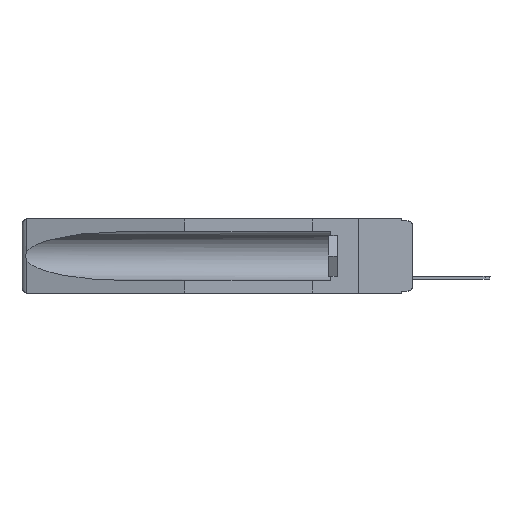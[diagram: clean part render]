
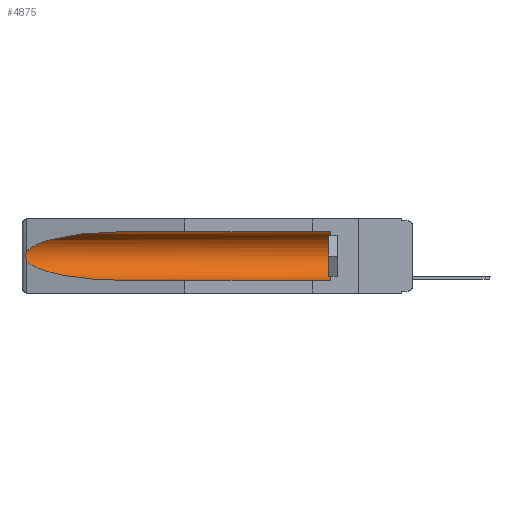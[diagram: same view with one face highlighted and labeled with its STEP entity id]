
A CAD part, left-side view. The second image highlights one B-rep face of the part: STEP entity #4875.
In plain terms, the highlighted cylindrical face has radius 2.857 mm (diameter 5.715 mm), a partial arc.
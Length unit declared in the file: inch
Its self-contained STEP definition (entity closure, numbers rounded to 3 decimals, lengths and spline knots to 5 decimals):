
#230 = EDGE_CURVE ( 'NONE', #10724, #5185, #4415, .T. ) ;
#317 = EDGE_CURVE ( 'NONE', #7782, #10724, #8538, .T. ) ;
#399 = CARTESIAN_POINT ( 'NONE',  ( 0.155, 1.07973, -0.284 ) ) ;
#672 = EDGE_CURVE ( 'NONE', #7782, #6395, #3074, .T. ) ;
#764 = VERTEX_POINT ( 'NONE', #2636 ) ;
#944 = CARTESIAN_POINT ( 'NONE',  ( 0.26597, 1.52961, -0.15275 ) ) ;
#1086 = CARTESIAN_POINT ( 'NONE',  ( 0.2675, 1.53308, -0.16763 ) ) ;
#1695 = EDGE_LOOP ( 'NONE', ( #15032, #9068, #4986, #9049, #6623, #8928 ) ) ;
#1816 = DIRECTION ( 'NONE',  ( 0., 1., 0. ) ) ;
#2008 = DIRECTION ( 'NONE',  ( 0., 0., 1. ) ) ;
#2134 = CARTESIAN_POINT ( 'NONE',  ( 0.21114, 1.30732, -0.059 ) ) ;
#2636 = CARTESIAN_POINT ( 'NONE',  ( 0.26537, 1.52718, -0.14972 ) ) ;
#3074 = LINE ( 'NONE', #10782, #13149 ) ;
#3436 = CARTESIAN_POINT ( 'NONE',  ( 0.2673, 1.5327, -0.16383 ) ) ;
#3547 = EDGE_CURVE ( 'NONE', #3790, #6395, #4153, .T. ) ;
#3790 = VERTEX_POINT ( 'NONE', #12752 ) ;
#3984 = CARTESIAN_POINT ( 'NONE',  ( 0.25451, 1.48313, -0.24835 ) ) ;
#4037 = EDGE_CURVE ( 'NONE', #764, #3790, #14589, .T. ) ;
#4153 =( BOUNDED_CURVE ( )  B_SPLINE_CURVE ( 3, ( #5477, #3984, #11769, #399 ),
 .UNSPECIFIED., .F., .F. ) 
 B_SPLINE_CURVE_WITH_KNOTS ( ( 4, 4 ),
 ( 0.1948, 1.5708 ),
 .UNSPECIFIED. ) 
 CURVE ( )  GEOMETRIC_REPRESENTATION_ITEM ( )  RATIONAL_B_SPLINE_CURVE ( ( 1., 0.848, 0.848, 1. ) ) 
 REPRESENTATION_ITEM ( '' )  );
#4415 = LINE ( 'NONE', #10326, #9338 ) ;
#4768 = CYLINDRICAL_SURFACE ( 'NONE', #7529, 0.1125 ) ;
#4825 = CARTESIAN_POINT ( 'NONE',  ( 0.26654, 1.53092, -0.15636 ) ) ;
#4875 = ADVANCED_FACE ( 'NONE', ( #11392 ), #4768, .F. ) ;
#4986 = ORIENTED_EDGE ( 'NONE', *, *, #3547, .T. ) ;
#5185 = VERTEX_POINT ( 'NONE', #9875 ) ;
#5477 = CARTESIAN_POINT ( 'NONE',  ( 0.26537, 1.52718, -0.19328 ) ) ;
#5936 = CARTESIAN_POINT ( 'NONE',  ( 0.2675, 1.53308, -0.17534 ) ) ;
#6028 = CARTESIAN_POINT ( 'NONE',  ( 0.2673, 1.53269, -0.17917 ) ) ;
#6395 = VERTEX_POINT ( 'NONE', #9510 ) ;
#6623 = ORIENTED_EDGE ( 'NONE', *, *, #317, .T. ) ;
#7380 = CARTESIAN_POINT ( 'NONE',  ( 0.155, 1.07973, -0.059 ) ) ;
#7441 = CARTESIAN_POINT ( 'NONE',  ( 0.155, 0.126, -0.059 ) ) ;
#7529 = AXIS2_PLACEMENT_3D ( 'NONE', #13959, #14869, #11078 ) ;
#7782 = VERTEX_POINT ( 'NONE', #8754 ) ;
#8154 = DIRECTION ( 'NONE',  ( 0., -1., 0. ) ) ;
#8445 = CARTESIAN_POINT ( 'NONE',  ( 0.26537, 1.52718, -0.14972 ) ) ;
#8490 = CARTESIAN_POINT ( 'NONE',  ( 0.26597, 1.5296, -0.19026 ) ) ;
#8538 = CIRCLE ( 'NONE', #10933, 0.1125 ) ;
#8754 = CARTESIAN_POINT ( 'NONE',  ( 0.155, 0.126, -0.284 ) ) ;
#8928 = ORIENTED_EDGE ( 'NONE', *, *, #230, .T. ) ;
#9049 = ORIENTED_EDGE ( 'NONE', *, *, #672, .F. ) ;
#9068 = ORIENTED_EDGE ( 'NONE', *, *, #4037, .T. ) ;
#9338 = VECTOR ( 'NONE', #13204, 39.37008 ) ;
#9386 = CARTESIAN_POINT ( 'NONE',  ( 0.155, 0.126, -0.1715 ) ) ;
#9510 = CARTESIAN_POINT ( 'NONE',  ( 0.155, 1.07973, -0.284 ) ) ;
#9875 = CARTESIAN_POINT ( 'NONE',  ( 0.155, 1.07973, -0.059 ) ) ;
#9974 = CARTESIAN_POINT ( 'NONE',  ( 0.26537, 1.52718, -0.14972 ) ) ;
#10326 = CARTESIAN_POINT ( 'NONE',  ( 0.155, -0.30754, -0.059 ) ) ;
#10724 = VERTEX_POINT ( 'NONE', #7441 ) ;
#10782 = CARTESIAN_POINT ( 'NONE',  ( 0.155, -0.30754, -0.284 ) ) ;
#10933 = AXIS2_PLACEMENT_3D ( 'NONE', #9386, #8154, #2008 ) ;
#11078 = DIRECTION ( 'NONE',  ( 0., 0., 1. ) ) ;
#11392 = FACE_OUTER_BOUND ( 'NONE', #1695, .T. ) ;
#11769 = CARTESIAN_POINT ( 'NONE',  ( 0.21114, 1.30732, -0.284 ) ) ;
#12412 = CARTESIAN_POINT ( 'NONE',  ( 0.25451, 1.48313, -0.09465 ) ) ;
#12500 =( BOUNDED_CURVE ( )  B_SPLINE_CURVE ( 3, ( #7380, #2134, #12412, #8445 ),
 .UNSPECIFIED., .F., .F. ) 
 B_SPLINE_CURVE_WITH_KNOTS ( ( 4, 4 ),
 ( 4.71239, 6.08839 ),
 .UNSPECIFIED. ) 
 CURVE ( )  GEOMETRIC_REPRESENTATION_ITEM ( )  RATIONAL_B_SPLINE_CURVE ( ( 1., 0.848, 0.848, 1. ) ) 
 REPRESENTATION_ITEM ( '' )  );
#12752 = CARTESIAN_POINT ( 'NONE',  ( 0.26537, 1.52718, -0.19328 ) ) ;
#13149 = VECTOR ( 'NONE', #1816, 39.37008 ) ;
#13204 = DIRECTION ( 'NONE',  ( 0., 1., 0. ) ) ;
#13626 = CARTESIAN_POINT ( 'NONE',  ( 0.26537, 1.52718, -0.19328 ) ) ;
#13959 = CARTESIAN_POINT ( 'NONE',  ( 0.155, -0.30754, -0.1715 ) ) ;
#14589 = B_SPLINE_CURVE_WITH_KNOTS ( 'NONE', 3,
 ( #9974, #944, #4825, #3436, #1086, #5936, #6028, #14950, #8490, #13626 ),
 .UNSPECIFIED., .F., .F.,
 ( 4, 2, 2, 2, 4 ),
 ( 0., 0.00029, 0.00058, 0.00087, 0.00117 ),
 .UNSPECIFIED. ) ;
#14869 = DIRECTION ( 'NONE',  ( 0., 1., 0. ) ) ;
#14950 = CARTESIAN_POINT ( 'NONE',  ( 0.26655, 1.53094, -0.18657 ) ) ;
#15032 = ORIENTED_EDGE ( 'NONE', *, *, #15036, .T. ) ;
#15036 = EDGE_CURVE ( 'NONE', #5185, #764, #12500, .T. ) ;
